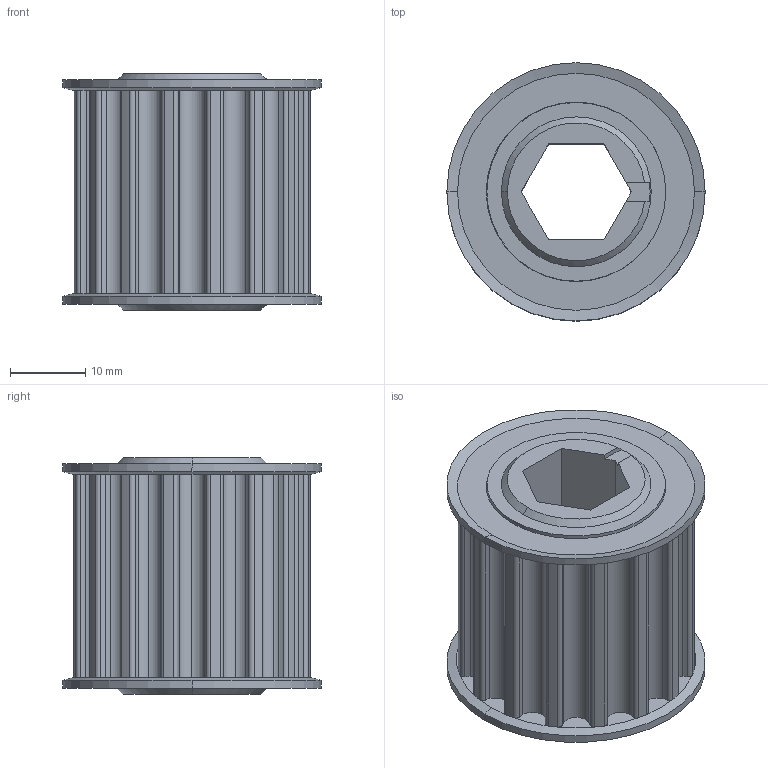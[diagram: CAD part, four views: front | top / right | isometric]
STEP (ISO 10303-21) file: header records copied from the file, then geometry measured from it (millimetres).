
FILE_DESCRIPTION (( 'STEP AP203' ), '1' );
FILE_NAME ('REV-21-2206.STEP', '2021-04-30T19:08:21', ( '' ), ( '' ), 'SwSTEP 2.0', 'SolidWorks 2019', '' );
FILE_SCHEMA (( 'CONFIG_CONTROL_DESIGN' ));
Length unit declared in the file: inch
Products named in the file (1): REV-21-2206
Bounding box: 34.27 x 34.27 x 31.39 mm (x, y, z)
Volume: 16397.8 mm3; surface area: 8703.8 mm2
Topology: 3 solids, 3 shells, 157 faces, 439 edges, 290 vertices
Faces by surface type: cylinder 123, plane 22, cone 12
Entity records: 5286 total; most frequent: DIRECTION 1017, CARTESIAN_POINT 899, ORIENTED_EDGE 878, EDGE_CURVE 439, AXIS2_PLACEMENT_3D 424, VERTEX_POINT 290, CIRCLE 266, LINE 169
